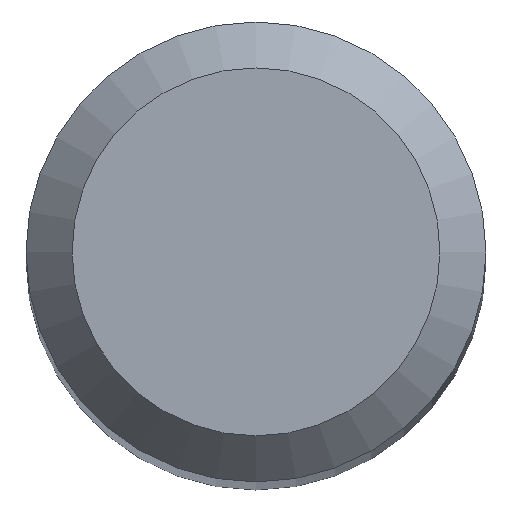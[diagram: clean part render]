
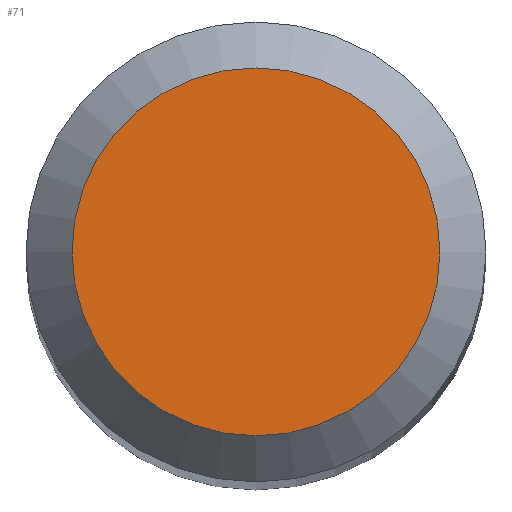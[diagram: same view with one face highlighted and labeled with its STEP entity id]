
A CAD part, top view. The second image highlights one B-rep face of the part: STEP entity #71.
In plain terms, the highlighted planar face has unit normal (0, 0, 1).
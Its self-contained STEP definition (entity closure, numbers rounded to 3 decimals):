
#32 = VERTEX_POINT ( 'NONE', #155 ) ;
#36 = FACE_OUTER_BOUND ( 'NONE', #127, .T. ) ;
#50 = DIRECTION ( 'NONE',  ( -1., 0., 0. ) ) ;
#71 = ADVANCED_FACE ( 'NONE', ( #36 ), #277, .F. ) ;
#72 = DIRECTION ( 'NONE',  ( 0., 0., -1. ) ) ;
#76 = CARTESIAN_POINT ( 'NONE',  ( 0., 0., 38. ) ) ;
#79 = AXIS2_PLACEMENT_3D ( 'NONE', #76, #252, #50 ) ;
#82 = CARTESIAN_POINT ( 'NONE',  ( 0., 0., 38. ) ) ;
#88 = AXIS2_PLACEMENT_3D ( 'NONE', #82, #72, #167 ) ;
#105 = ORIENTED_EDGE ( 'NONE', *, *, #249, .F. ) ;
#127 = EDGE_LOOP ( 'NONE', ( #105 ) ) ;
#155 = CARTESIAN_POINT ( 'NONE',  ( -1.2, 0., 38. ) ) ;
#167 = DIRECTION ( 'NONE',  ( -1., 0., 0. ) ) ;
#209 = CIRCLE ( 'NONE', #79, 1.2 ) ;
#249 = EDGE_CURVE ( 'NONE', #32, #32, #209, .T. ) ;
#252 = DIRECTION ( 'NONE',  ( 0., 0., -1. ) ) ;
#277 = PLANE ( 'NONE',  #88 ) ;
